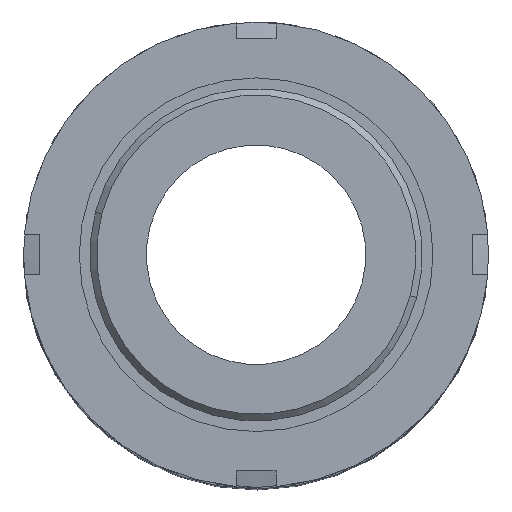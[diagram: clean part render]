
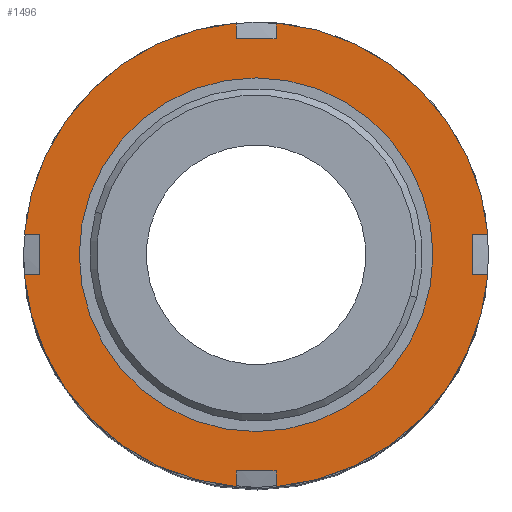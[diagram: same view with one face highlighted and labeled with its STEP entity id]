
A CAD part, front view. The second image highlights one B-rep face of the part: STEP entity #1496.
In plain terms, the highlighted planar face has unit normal (0, -1, 0).
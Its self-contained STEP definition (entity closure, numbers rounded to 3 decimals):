
#14 = VERTEX_POINT ( 'NONE', #1245 ) ;
#20 = ORIENTED_EDGE ( 'NONE', *, *, #2572, .T. ) ;
#55 = CARTESIAN_POINT ( 'NONE',  ( 0., -23.269, 0. ) ) ;
#79 = DIRECTION ( 'NONE',  ( -1., 0., 0. ) ) ;
#112 = CARTESIAN_POINT ( 'NONE',  ( 26.6, -23.269, 3. ) ) ;
#126 = AXIS2_PLACEMENT_3D ( 'NONE', #2991, #202, #1190 ) ;
#147 = AXIS2_PLACEMENT_3D ( 'NONE', #55, #2621, #79 ) ;
#173 = CARTESIAN_POINT ( 'NONE',  ( 26.6, -23.269, -3. ) ) ;
#202 = DIRECTION ( 'NONE',  ( 0., 1., 0. ) ) ;
#219 = VERTEX_POINT ( 'NONE', #2266 ) ;
#220 = CARTESIAN_POINT ( 'NONE',  ( 3., -23.269, -32.5 ) ) ;
#229 = DIRECTION ( 'NONE',  ( -1., 0., 0. ) ) ;
#233 = VERTEX_POINT ( 'NONE', #2565 ) ;
#238 = CARTESIAN_POINT ( 'NONE',  ( -3., -23.269, 34.871 ) ) ;
#323 = ORIENTED_EDGE ( 'NONE', *, *, #2403, .T. ) ;
#329 = CARTESIAN_POINT ( 'NONE',  ( 26.6, -23.269, -3. ) ) ;
#333 = CARTESIAN_POINT ( 'NONE',  ( 32.5, -23.269, 0. ) ) ;
#362 = CARTESIAN_POINT ( 'NONE',  ( -32.5, -23.269, -3. ) ) ;
#463 = DIRECTION ( 'NONE',  ( 0., 1., 0. ) ) ;
#467 = DIRECTION ( 'NONE',  ( 1., 0., 0. ) ) ;
#479 = DIRECTION ( 'NONE',  ( 0., 1., 0. ) ) ;
#499 = CARTESIAN_POINT ( 'NONE',  ( -3., -23.269, 0. ) ) ;
#508 = CARTESIAN_POINT ( 'NONE',  ( 26.6, -23.269, 0. ) ) ;
#521 = DIRECTION ( 'NONE',  ( 0., 0., -1. ) ) ;
#526 = CARTESIAN_POINT ( 'NONE',  ( -34.871, -23.269, -3. ) ) ;
#563 = CIRCLE ( 'NONE', #126, 26.6 ) ;
#570 = FACE_OUTER_BOUND ( 'NONE', #2389, .T. ) ;
#598 = DIRECTION ( 'NONE',  ( 0., 0., 1. ) ) ;
#625 = CARTESIAN_POINT ( 'NONE',  ( 0., -23.269, 0. ) ) ;
#627 = CARTESIAN_POINT ( 'NONE',  ( -3., -23.269, -34.871 ) ) ;
#648 = ORIENTED_EDGE ( 'NONE', *, *, #1984, .F. ) ;
#649 = ORIENTED_EDGE ( 'NONE', *, *, #2736, .F. ) ;
#668 = AXIS2_PLACEMENT_3D ( 'NONE', #2476, #1467, #3023 ) ;
#762 = CARTESIAN_POINT ( 'NONE',  ( -34.871, -23.269, 3. ) ) ;
#838 = EDGE_LOOP ( 'NONE', ( #323, #2654 ) ) ;
#930 = VERTEX_POINT ( 'NONE', #526 ) ;
#947 = CARTESIAN_POINT ( 'NONE',  ( 34.871, -23.269, 3. ) ) ;
#951 = VECTOR ( 'NONE', #1754, 1000. ) ;
#954 = CARTESIAN_POINT ( 'NONE',  ( 0., -23.269, 0. ) ) ;
#976 = VERTEX_POINT ( 'NONE', #1876 ) ;
#980 = EDGE_CURVE ( 'NONE', #2427, #930, #2875, .T. ) ;
#994 = DIRECTION ( 'NONE',  ( 0., 0., 1. ) ) ;
#1015 = VERTEX_POINT ( 'NONE', #627 ) ;
#1021 = LINE ( 'NONE', #112, #2318 ) ;
#1068 = AXIS2_PLACEMENT_3D ( 'NONE', #954, #479, #3014 ) ;
#1082 = CARTESIAN_POINT ( 'NONE',  ( -32.5, -23.269, 0. ) ) ;
#1102 = DIRECTION ( 'NONE',  ( -1., 0., 0. ) ) ;
#1105 = VECTOR ( 'NONE', #3154, 1000. ) ;
#1114 = EDGE_CURVE ( 'NONE', #1015, #930, #1704, .T. ) ;
#1133 = VERTEX_POINT ( 'NONE', #2776 ) ;
#1158 = AXIS2_PLACEMENT_3D ( 'NONE', #508, #2315, #1556 ) ;
#1190 = DIRECTION ( 'NONE',  ( -1., 0., 0. ) ) ;
#1217 = EDGE_CURVE ( 'NONE', #3288, #2598, #2231, .T. ) ;
#1245 = CARTESIAN_POINT ( 'NONE',  ( -26.6, -23.269, 0. ) ) ;
#1316 = FACE_BOUND ( 'NONE', #838, .T. ) ;
#1324 = EDGE_CURVE ( 'NONE', #3006, #1822, #2963, .T. ) ;
#1358 = CARTESIAN_POINT ( 'NONE',  ( -3., -23.269, 32.5 ) ) ;
#1367 = ORIENTED_EDGE ( 'NONE', *, *, #2032, .T. ) ;
#1372 = DIRECTION ( 'NONE',  ( 0., 1., 0. ) ) ;
#1456 = CIRCLE ( 'NONE', #147, 35. ) ;
#1467 = DIRECTION ( 'NONE',  ( 0., 1., 0. ) ) ;
#1469 = CARTESIAN_POINT ( 'NONE',  ( 3., -23.269, 0. ) ) ;
#1472 = LINE ( 'NONE', #1732, #2005 ) ;
#1489 = VERTEX_POINT ( 'NONE', #2040 ) ;
#1496 = ADVANCED_FACE ( 'NONE', ( #1316, #570 ), #3099, .F. ) ;
#1556 = DIRECTION ( 'NONE',  ( -1., 0., 0. ) ) ;
#1607 = ORIENTED_EDGE ( 'NONE', *, *, #1114, .F. ) ;
#1610 = CARTESIAN_POINT ( 'NONE',  ( -3., -23.269, -32.5 ) ) ;
#1612 = VERTEX_POINT ( 'NONE', #2848 ) ;
#1614 = ORIENTED_EDGE ( 'NONE', *, *, #1974, .T. ) ;
#1662 = ORIENTED_EDGE ( 'NONE', *, *, #2255, .F. ) ;
#1669 = LINE ( 'NONE', #2071, #2954 ) ;
#1704 = CIRCLE ( 'NONE', #668, 35. ) ;
#1718 = LINE ( 'NONE', #1082, #1807 ) ;
#1732 = CARTESIAN_POINT ( 'NONE',  ( 0., -23.269, 32.5 ) ) ;
#1754 = DIRECTION ( 'NONE',  ( 0., 0., 1. ) ) ;
#1807 = VECTOR ( 'NONE', #598, 1000. ) ;
#1822 = VERTEX_POINT ( 'NONE', #947 ) ;
#1829 = VECTOR ( 'NONE', #1865, 1000. ) ;
#1862 = ORIENTED_EDGE ( 'NONE', *, *, #2617, .F. ) ;
#1865 = DIRECTION ( 'NONE',  ( -1., 0., 0. ) ) ;
#1876 = CARTESIAN_POINT ( 'NONE',  ( -32.5, -23.269, 3. ) ) ;
#1885 = DIRECTION ( 'NONE',  ( -1., 0., 0. ) ) ;
#1908 = ORIENTED_EDGE ( 'NONE', *, *, #2886, .F. ) ;
#1909 = LINE ( 'NONE', #333, #1105 ) ;
#1938 = VERTEX_POINT ( 'NONE', #220 ) ;
#1974 = EDGE_CURVE ( 'NONE', #2185, #2598, #2131, .T. ) ;
#1984 = EDGE_CURVE ( 'NONE', #2185, #1133, #1472, .T. ) ;
#2005 = VECTOR ( 'NONE', #2524, 1000. ) ;
#2032 = EDGE_CURVE ( 'NONE', #1489, #1822, #1669, .T. ) ;
#2040 = CARTESIAN_POINT ( 'NONE',  ( 32.5, -23.269, 3. ) ) ;
#2044 = CARTESIAN_POINT ( 'NONE',  ( 0., -23.269, -32.5 ) ) ;
#2071 = CARTESIAN_POINT ( 'NONE',  ( 26.6, -23.269, 3. ) ) ;
#2117 = CARTESIAN_POINT ( 'NONE',  ( 26.6, -23.269, 0. ) ) ;
#2131 = LINE ( 'NONE', #3053, #951 ) ;
#2163 = VECTOR ( 'NONE', #521, 1000. ) ;
#2185 = VERTEX_POINT ( 'NONE', #1358 ) ;
#2218 = LINE ( 'NONE', #3300, #2735 ) ;
#2227 = ORIENTED_EDGE ( 'NONE', *, *, #2429, .F. ) ;
#2231 = CIRCLE ( 'NONE', #1068, 35. ) ;
#2255 = EDGE_CURVE ( 'NONE', #1133, #3006, #2218, .T. ) ;
#2266 = CARTESIAN_POINT ( 'NONE',  ( 32.5, -23.269, -3. ) ) ;
#2290 = AXIS2_PLACEMENT_3D ( 'NONE', #625, #1372, #1885 ) ;
#2315 = DIRECTION ( 'NONE',  ( 0., 1., 0. ) ) ;
#2318 = VECTOR ( 'NONE', #1102, 1000. ) ;
#2321 = VECTOR ( 'NONE', #3267, 1000. ) ;
#2389 = EDGE_LOOP ( 'NONE', ( #1908, #2227, #3272, #1607, #3287, #1862, #20, #649, #2935, #2640, #1367, #2976, #1662, #648, #1614, #2577 ) ) ;
#2403 = EDGE_CURVE ( 'NONE', #14, #2770, #2494, .T. ) ;
#2415 = VERTEX_POINT ( 'NONE', #1610 ) ;
#2427 = VERTEX_POINT ( 'NONE', #362 ) ;
#2429 = EDGE_CURVE ( 'NONE', #2427, #976, #1718, .T. ) ;
#2440 = CARTESIAN_POINT ( 'NONE',  ( 3., -23.269, 34.871 ) ) ;
#2476 = CARTESIAN_POINT ( 'NONE',  ( 0., -23.269, 0. ) ) ;
#2494 = CIRCLE ( 'NONE', #2290, 26.6 ) ;
#2504 = AXIS2_PLACEMENT_3D ( 'NONE', #2762, #463, #2549 ) ;
#2524 = DIRECTION ( 'NONE',  ( 1., 0., 0. ) ) ;
#2530 = EDGE_CURVE ( 'NONE', #2770, #14, #563, .T. ) ;
#2549 = DIRECTION ( 'NONE',  ( -1., 0., 0. ) ) ;
#2565 = CARTESIAN_POINT ( 'NONE',  ( 3., -23.269, -34.871 ) ) ;
#2572 = EDGE_CURVE ( 'NONE', #1938, #233, #2683, .T. ) ;
#2577 = ORIENTED_EDGE ( 'NONE', *, *, #1217, .F. ) ;
#2598 = VERTEX_POINT ( 'NONE', #238 ) ;
#2617 = EDGE_CURVE ( 'NONE', #1938, #2415, #2951, .T. ) ;
#2621 = DIRECTION ( 'NONE',  ( 0., 1., 0. ) ) ;
#2640 = ORIENTED_EDGE ( 'NONE', *, *, #2961, .F. ) ;
#2654 = ORIENTED_EDGE ( 'NONE', *, *, #2530, .T. ) ;
#2683 = LINE ( 'NONE', #1469, #2321 ) ;
#2735 = VECTOR ( 'NONE', #994, 1000. ) ;
#2736 = EDGE_CURVE ( 'NONE', #1612, #233, #1456, .T. ) ;
#2762 = CARTESIAN_POINT ( 'NONE',  ( 0., -23.269, 0. ) ) ;
#2770 = VERTEX_POINT ( 'NONE', #2117 ) ;
#2776 = CARTESIAN_POINT ( 'NONE',  ( 3., -23.269, 32.5 ) ) ;
#2825 = DIRECTION ( 'NONE',  ( 1., 0., 0. ) ) ;
#2848 = CARTESIAN_POINT ( 'NONE',  ( 34.871, -23.269, -3. ) ) ;
#2874 = VECTOR ( 'NONE', #229, 1000. ) ;
#2875 = LINE ( 'NONE', #329, #1829 ) ;
#2886 = EDGE_CURVE ( 'NONE', #976, #3288, #1021, .T. ) ;
#2935 = ORIENTED_EDGE ( 'NONE', *, *, #3061, .F. ) ;
#2951 = LINE ( 'NONE', #2044, #2874 ) ;
#2953 = LINE ( 'NONE', #173, #3269 ) ;
#2954 = VECTOR ( 'NONE', #2825, 1000. ) ;
#2961 = EDGE_CURVE ( 'NONE', #1489, #219, #1909, .T. ) ;
#2963 = CIRCLE ( 'NONE', #2504, 35. ) ;
#2976 = ORIENTED_EDGE ( 'NONE', *, *, #1324, .F. ) ;
#2991 = CARTESIAN_POINT ( 'NONE',  ( 0., -23.269, 0. ) ) ;
#2994 = LINE ( 'NONE', #499, #2163 ) ;
#3006 = VERTEX_POINT ( 'NONE', #2440 ) ;
#3014 = DIRECTION ( 'NONE',  ( -1., 0., 0. ) ) ;
#3023 = DIRECTION ( 'NONE',  ( -1., 0., 0. ) ) ;
#3053 = CARTESIAN_POINT ( 'NONE',  ( -3., -23.269, 0. ) ) ;
#3061 = EDGE_CURVE ( 'NONE', #219, #1612, #2953, .T. ) ;
#3099 = PLANE ( 'NONE',  #1158 ) ;
#3154 = DIRECTION ( 'NONE',  ( 0., 0., -1. ) ) ;
#3255 = EDGE_CURVE ( 'NONE', #2415, #1015, #2994, .T. ) ;
#3267 = DIRECTION ( 'NONE',  ( 0., 0., -1. ) ) ;
#3269 = VECTOR ( 'NONE', #467, 1000. ) ;
#3272 = ORIENTED_EDGE ( 'NONE', *, *, #980, .T. ) ;
#3287 = ORIENTED_EDGE ( 'NONE', *, *, #3255, .F. ) ;
#3288 = VERTEX_POINT ( 'NONE', #762 ) ;
#3300 = CARTESIAN_POINT ( 'NONE',  ( 3., -23.269, 0. ) ) ;
